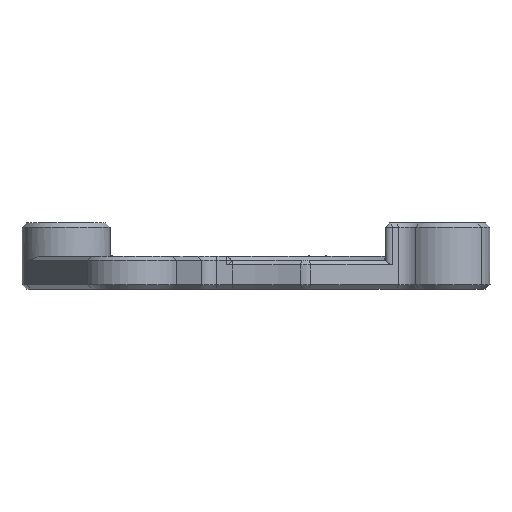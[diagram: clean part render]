
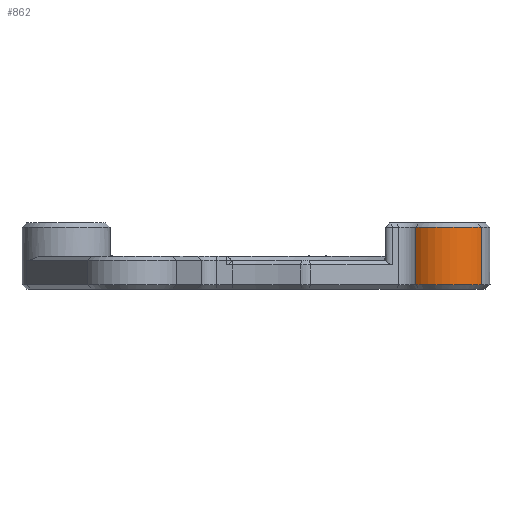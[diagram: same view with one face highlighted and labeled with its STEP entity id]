
A CAD part, front view. The second image highlights one B-rep face of the part: STEP entity #862.
In plain terms, the highlighted cylindrical face has radius 4 mm (diameter 8 mm), a partial arc.
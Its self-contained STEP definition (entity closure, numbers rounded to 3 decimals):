
#53 = CARTESIAN_POINT ( 'NONE',  ( 12.635, -7.271, -29.672 ) ) ;
#152 = DIRECTION ( 'NONE',  ( 1., 0., 0. ) ) ;
#164 = CIRCLE ( 'NONE', #2961, 4. ) ;
#222 = VERTEX_POINT ( 'NONE', #6615 ) ;
#634 = CARTESIAN_POINT ( 'NONE',  ( 9.871, -10.162, -34.872 ) ) ;
#862 = ADVANCED_FACE ( 'NONE', ( #9882 ), #9987, .T. ) ;
#1153 = EDGE_LOOP ( 'NONE', ( #5048, #1493, #7234, #3295 ) ) ;
#1493 = ORIENTED_EDGE ( 'NONE', *, *, #8121, .T. ) ;
#1846 = AXIS2_PLACEMENT_3D ( 'NONE', #2549, #8351, #2343 ) ;
#1920 = LINE ( 'NONE', #5129, #5824 ) ;
#2343 = DIRECTION ( 'NONE',  ( 0.806, -0.591, 0. ) ) ;
#2549 = CARTESIAN_POINT ( 'NONE',  ( 12.635, -7.271, -32.272 ) ) ;
#2961 = AXIS2_PLACEMENT_3D ( 'NONE', #53, #5055, #152 ) ;
#3141 = EDGE_CURVE ( 'NONE', #222, #8428, #10060, .T. ) ;
#3295 = ORIENTED_EDGE ( 'NONE', *, *, #7064, .T. ) ;
#4051 = CARTESIAN_POINT ( 'NONE',  ( 15.86, -9.637, -32.272 ) ) ;
#4881 = CARTESIAN_POINT ( 'NONE',  ( 12.635, -7.271, -34.872 ) ) ;
#5048 = ORIENTED_EDGE ( 'NONE', *, *, #3141, .F. ) ;
#5055 = DIRECTION ( 'NONE',  ( 0., 0., -1. ) ) ;
#5129 = CARTESIAN_POINT ( 'NONE',  ( 9.871, -10.162, -32.272 ) ) ;
#5320 = EDGE_CURVE ( 'NONE', #6701, #7659, #1920, .T. ) ;
#5824 = VECTOR ( 'NONE', #6767, 1000. ) ;
#6125 = VECTOR ( 'NONE', #7356, 1000. ) ;
#6457 = DIRECTION ( 'NONE',  ( 1., 0., 0. ) ) ;
#6615 = CARTESIAN_POINT ( 'NONE',  ( 15.86, -9.637, -29.672 ) ) ;
#6701 = VERTEX_POINT ( 'NONE', #8471 ) ;
#6767 = DIRECTION ( 'NONE',  ( 0., 0., -1. ) ) ;
#6921 = CIRCLE ( 'NONE', #9339, 4. ) ;
#7064 = EDGE_CURVE ( 'NONE', #7659, #8428, #6921, .T. ) ;
#7234 = ORIENTED_EDGE ( 'NONE', *, *, #5320, .T. ) ;
#7356 = DIRECTION ( 'NONE',  ( 0., 0., -1. ) ) ;
#7659 = VERTEX_POINT ( 'NONE', #634 ) ;
#7705 = CARTESIAN_POINT ( 'NONE',  ( 15.86, -9.637, -34.872 ) ) ;
#8121 = EDGE_CURVE ( 'NONE', #222, #6701, #164, .T. ) ;
#8351 = DIRECTION ( 'NONE',  ( 0., 0., -1. ) ) ;
#8428 = VERTEX_POINT ( 'NONE', #7705 ) ;
#8471 = CARTESIAN_POINT ( 'NONE',  ( 9.871, -10.162, -29.672 ) ) ;
#9339 = AXIS2_PLACEMENT_3D ( 'NONE', #4881, #9922, #6457 ) ;
#9882 = FACE_OUTER_BOUND ( 'NONE', #1153, .T. ) ;
#9922 = DIRECTION ( 'NONE',  ( 0., 0., 1. ) ) ;
#9987 = CYLINDRICAL_SURFACE ( 'NONE', #1846, 4. ) ;
#10060 = LINE ( 'NONE', #4051, #6125 ) ;
